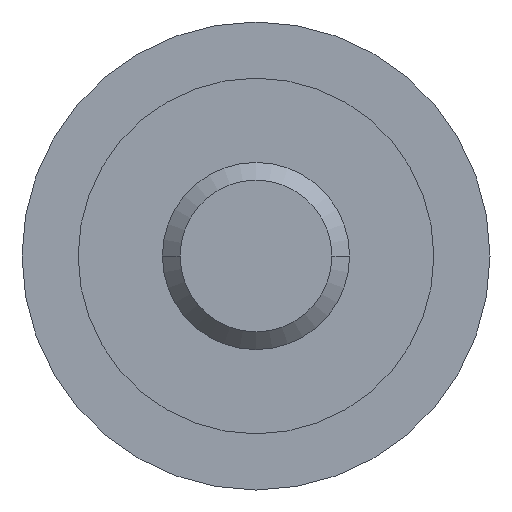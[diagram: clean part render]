
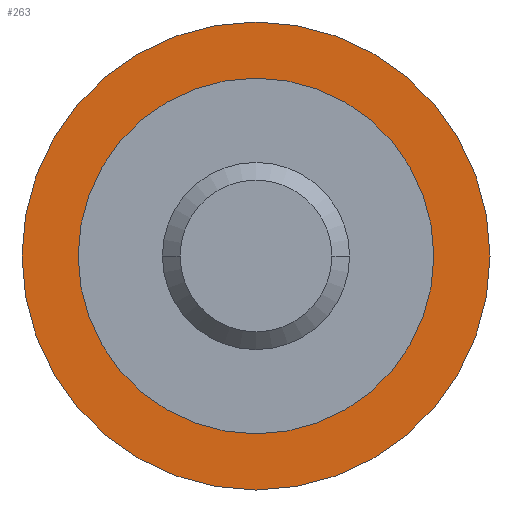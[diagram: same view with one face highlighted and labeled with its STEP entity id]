
A CAD part, front view. The second image highlights one B-rep face of the part: STEP entity #263.
In plain terms, the highlighted planar face has unit normal (0, -1, 0).
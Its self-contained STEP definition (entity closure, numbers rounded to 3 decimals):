
#255=EDGE_CURVE('',#429,#367,#609,.T.);
#257=EDGE_CURVE('',#417,#279,#611,.T.);
#263=ADVANCED_FACE('',(#617,#618),#619,.T.);
#279=VERTEX_POINT('',#638);
#333=EDGE_CURVE('',#367,#429,#703,.T.);
#367=VERTEX_POINT('',#742);
#417=VERTEX_POINT('',#796);
#429=VERTEX_POINT('',#810);
#445=EDGE_CURVE('',#279,#417,#829,.T.);
#609=CIRCLE('',#1015,5.0);
#611=CIRCLE('',#1018,3.8);
#617=FACE_BOUND('',#1024,.T.);
#618=FACE_OUTER_BOUND('',#1025,.T.);
#619=PLANE('',#1026);
#638=CARTESIAN_POINT('',(-3.8,0.0,0.));
#703=CIRCLE('',#1130,5.0);
#742=CARTESIAN_POINT('',(-5.0,0.0,0.));
#796=CARTESIAN_POINT('',(3.8,0.0,0.));
#810=CARTESIAN_POINT('',(5.0,0.0,0.0));
#829=CIRCLE('',#1296,3.8);
#1015=AXIS2_PLACEMENT_3D('',#1491,#1492,#1493);
#1018=AXIS2_PLACEMENT_3D('',#1494,#1495,#1496);
#1024=EDGE_LOOP('',(#1498,#1499));
#1025=EDGE_LOOP('',(#1500,#1501));
#1026=AXIS2_PLACEMENT_3D('',#1502,#1503,#1504);
#1130=AXIS2_PLACEMENT_3D('',#1630,#1631,#1632);
#1296=AXIS2_PLACEMENT_3D('',#1776,#1777,#1778);
#1491=CARTESIAN_POINT('',(0.0,0.0,0.0));
#1492=DIRECTION('',(0.0,-1.0,0.0));
#1493=DIRECTION('',(1.0,0.0,0.0));
#1494=CARTESIAN_POINT('',(0.0,0.0,0.0));
#1495=DIRECTION('',(-0.0,1.0,0.0));
#1496=DIRECTION('',(1.0,0.0,0.0));
#1498=ORIENTED_EDGE('',*,*,#445,.T.);
#1499=ORIENTED_EDGE('',*,*,#257,.T.);
#1500=ORIENTED_EDGE('',*,*,#255,.T.);
#1501=ORIENTED_EDGE('',*,*,#333,.T.);
#1502=CARTESIAN_POINT('',(0.0,0.0,0.0));
#1503=DIRECTION('',(0.0,-1.0,0.0));
#1504=DIRECTION('',(-1.0,0.0,0.0));
#1630=CARTESIAN_POINT('',(0.0,0.0,0.0));
#1631=DIRECTION('',(0.0,-1.0,0.0));
#1632=DIRECTION('',(1.0,0.0,0.0));
#1776=CARTESIAN_POINT('',(0.0,0.0,0.0));
#1777=DIRECTION('',(-0.0,1.0,0.0));
#1778=DIRECTION('',(1.0,0.0,0.0));
